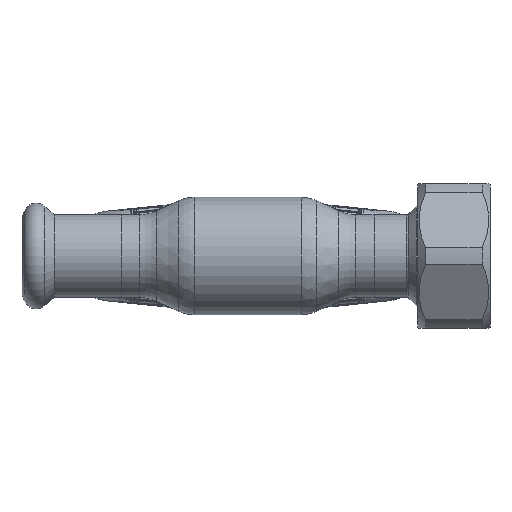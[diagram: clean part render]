
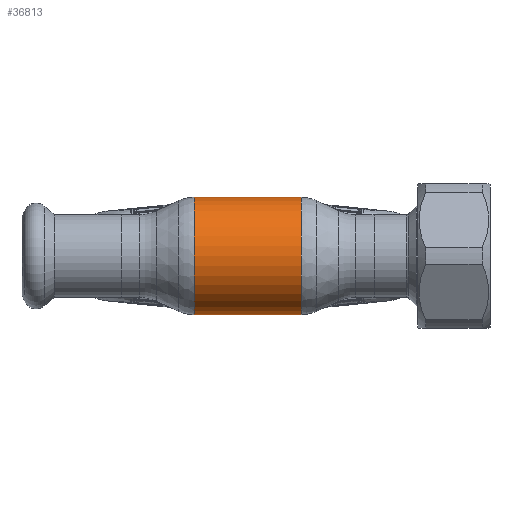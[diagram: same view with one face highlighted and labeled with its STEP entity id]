
A CAD part, front view. The second image highlights one B-rep face of the part: STEP entity #36813.
In plain terms, the highlighted cylindrical face has radius 13 mm (diameter 26 mm), a partial arc.
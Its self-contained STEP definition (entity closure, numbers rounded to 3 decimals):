
#1371 = CARTESIAN_POINT ( 'NONE',  ( -11.876, 0., -13. ) ) ;
#1606 = ORIENTED_EDGE ( 'NONE', *, *, #39255, .F. ) ;
#4062 = VERTEX_POINT ( 'NONE', #28986 ) ;
#9080 = EDGE_CURVE ( 'NONE', #4062, #42333, #48708, .T. ) ;
#10076 = CYLINDRICAL_SURFACE ( 'NONE', #38521, 13. ) ;
#10851 = CARTESIAN_POINT ( 'NONE',  ( 11.876, 0., 0. ) ) ;
#11682 = CARTESIAN_POINT ( 'NONE',  ( 11.876, 0., 13. ) ) ;
#12054 = LINE ( 'NONE', #45697, #26794 ) ;
#14972 = ORIENTED_EDGE ( 'NONE', *, *, #9080, .T. ) ;
#15949 = EDGE_CURVE ( 'NONE', #42333, #55042, #12054, .T. ) ;
#18625 = EDGE_CURVE ( 'NONE', #42114, #55042, #26755, .T. ) ;
#24256 = DIRECTION ( 'NONE',  ( -1., 0., 0. ) ) ;
#25149 = CARTESIAN_POINT ( 'NONE',  ( -62.69, 0., 0. ) ) ;
#26755 = CIRCLE ( 'NONE', #30676, 13. ) ;
#26794 = VECTOR ( 'NONE', #35468, 1000. ) ;
#28986 = CARTESIAN_POINT ( 'NONE',  ( 11.876, 0., -13. ) ) ;
#29949 = DIRECTION ( 'NONE',  ( 0., 0., 1. ) ) ;
#30676 = AXIS2_PLACEMENT_3D ( 'NONE', #45793, #49819, #31223 ) ;
#31223 = DIRECTION ( 'NONE',  ( 0., 0., 1. ) ) ;
#34682 = DIRECTION ( 'NONE',  ( 0., 0., 1. ) ) ;
#35443 = VECTOR ( 'NONE', #48541, 1000. ) ;
#35468 = DIRECTION ( 'NONE',  ( -1., 0., 0. ) ) ;
#36813 = ADVANCED_FACE ( 'NONE', ( #42784 ), #10076, .T. ) ;
#38521 = AXIS2_PLACEMENT_3D ( 'NONE', #25149, #24256, #34682 ) ;
#39255 = EDGE_CURVE ( 'NONE', #4062, #42114, #48244, .T. ) ;
#39586 = ORIENTED_EDGE ( 'NONE', *, *, #18625, .F. ) ;
#41618 = EDGE_LOOP ( 'NONE', ( #1606, #14972, #60877, #39586 ) ) ;
#42114 = VERTEX_POINT ( 'NONE', #1371 ) ;
#42333 = VERTEX_POINT ( 'NONE', #11682 ) ;
#42784 = FACE_OUTER_BOUND ( 'NONE', #41618, .T. ) ;
#43873 = DIRECTION ( 'NONE',  ( -1., 0., 0. ) ) ;
#45697 = CARTESIAN_POINT ( 'NONE',  ( -62.69, 0., 13. ) ) ;
#45793 = CARTESIAN_POINT ( 'NONE',  ( -11.876, 0., 0. ) ) ;
#46710 = AXIS2_PLACEMENT_3D ( 'NONE', #10851, #43873, #29949 ) ;
#47403 = CARTESIAN_POINT ( 'NONE',  ( -11.876, 0., 13. ) ) ;
#48244 = LINE ( 'NONE', #58128, #35443 ) ;
#48541 = DIRECTION ( 'NONE',  ( -1., 0., 0. ) ) ;
#48708 = CIRCLE ( 'NONE', #46710, 13. ) ;
#49819 = DIRECTION ( 'NONE',  ( -1., 0., 0. ) ) ;
#55042 = VERTEX_POINT ( 'NONE', #47403 ) ;
#58128 = CARTESIAN_POINT ( 'NONE',  ( -62.69, 0., -13. ) ) ;
#60877 = ORIENTED_EDGE ( 'NONE', *, *, #15949, .T. ) ;
